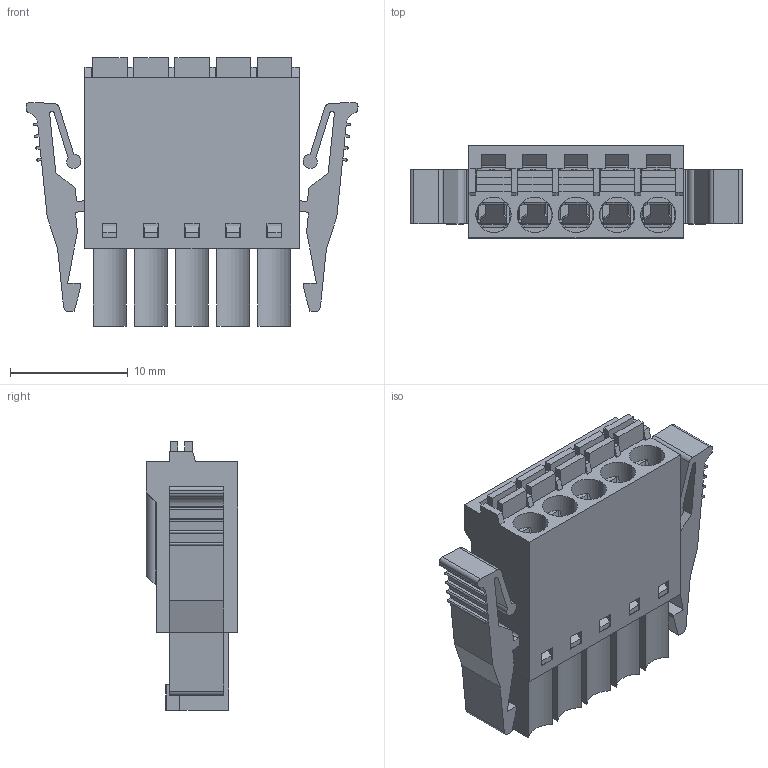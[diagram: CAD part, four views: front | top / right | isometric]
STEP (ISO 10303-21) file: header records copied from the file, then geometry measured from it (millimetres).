
FILE_DESCRIPTION( ( 'Unknown' ), '1' );
FILE_NAME( '691304130005.stp', 'Unknown', ( 'Unknown' ), ( 'Unknown' ), 'PSStep 18.0.17', 'Unknown', ' ' );
FILE_SCHEMA( ( 'AUTOMOTIVE_DESIGN { 1 0 10303 214 1 1 1 1 }' ) );
Length unit declared in the file: millimetre
Products named in the file (6): Assem1; 6913041300xx_Levier; 6913041300xx_Pin; 6913041300xx_Lamelle; 691304130005; 691304130005_Bas
Assembly tree (17 placements, depth 2):
  Assem1
    6913041300xx_Levier  x5
    6913041300xx_Pin  x5
    6913041300xx_Lamelle  x5
    691304130005
    691304130005_Bas
Bounding box: 28.2 x 7.8 x 22.8 mm (x, y, z)
Volume: 1733.3 mm3; surface area: 5962.4 mm2
Topology: 17 solids, 17 shells, 1535 faces, 4332 edges, 2833 vertices
Faces by surface type: plane 1190, cylinder 320, cone 25
Full cylindrical faces by diameter (mm): 1.2 x5
Entity records: 38339 total; most frequent: CARTESIAN_POINT 5798, ORIENTED_EDGE 5416, DIRECTION 4927, EDGE_CURVE 2708, LINE 2331, VECTOR 2331, VERTEX_POINT 1799, AXIS2_PLACEMENT_3D 1298
